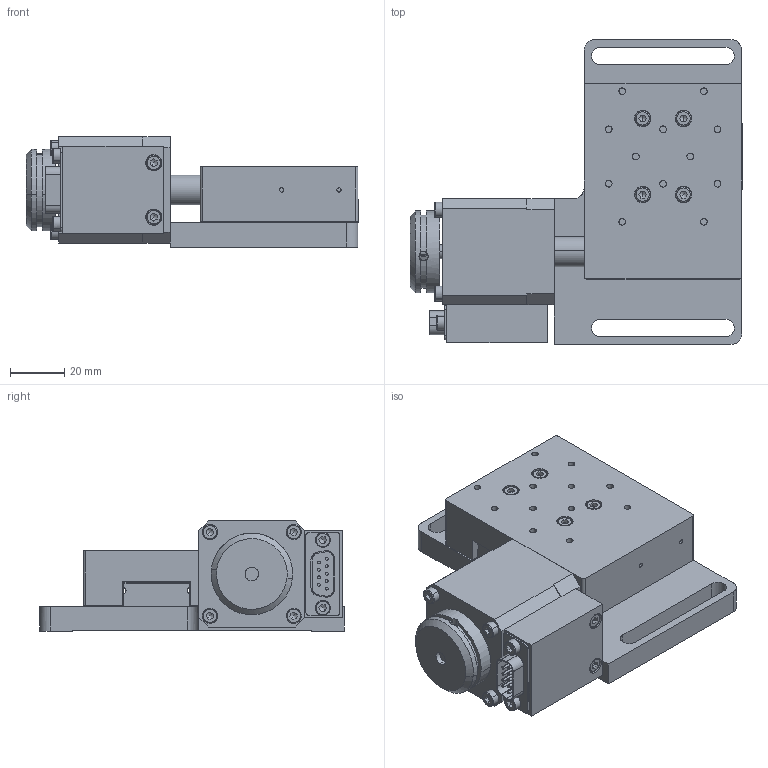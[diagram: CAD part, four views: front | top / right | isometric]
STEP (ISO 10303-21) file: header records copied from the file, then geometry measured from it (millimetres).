
FILE_DESCRIPTION(/* description */ (''),/* implementation_level */ '2;1');
FILE_NAME(/* name */ 'Untitled',/* time_stamp */ '2025-09-25T13:32:12+03:00',/* author */ (''),/* organization */ (''),/* preprocessor_version */ 'ST-DEVELOPER v16.5',/* originating_system */ 'Rhino 7.34',/* authorisation */ '');
FILE_SCHEMA (('AUTOMOTIVE_DESIGN'));
Length unit declared in the file: millimetre
Products named in the file (1): Document
Bounding box: 122.05 x 112 x 40.5 mm (x, y, z)
Volume: 194752.2 mm3; surface area: 70097.3 mm2
Topology: 1 solids, 1 shells, 886 faces, 2325 edges, 1511 vertices
Faces by surface type: plane 488, cylinder 314, bspline 84
Entity records: 24981 total; most frequent: CARTESIAN_POINT 10094, ORIENTED_EDGE 4594, EDGE_CURVE 2297, VERTEX_POINT 1511, B_SPLINE_CURVE_WITH_KNOTS 1084, EDGE_LOOP 1042, ADVANCED_FACE 886, FACE_OUTER_BOUND 886
